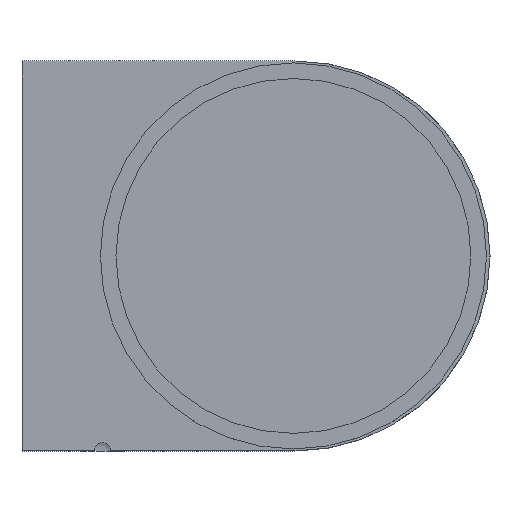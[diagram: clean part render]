
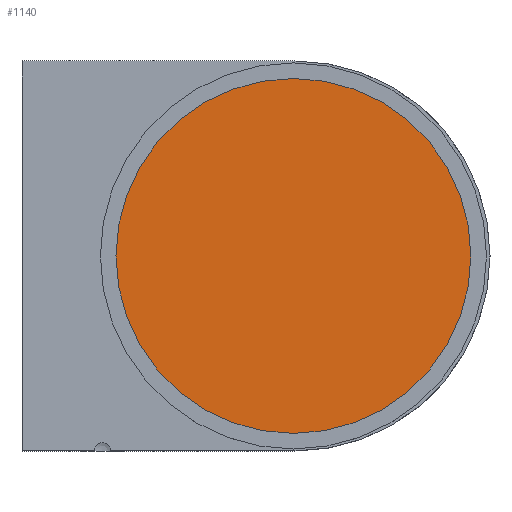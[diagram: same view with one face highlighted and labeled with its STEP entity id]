
A CAD part, top view. The second image highlights one B-rep face of the part: STEP entity #1140.
In plain terms, the highlighted planar face has unit normal (0, 0, 1).
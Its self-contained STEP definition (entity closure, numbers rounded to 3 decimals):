
#1074 = CYLINDRICAL_SURFACE('',#1075,45.5);
#1075 = AXIS2_PLACEMENT_3D('',#1076,#1077,#1078);
#1076 = CARTESIAN_POINT('',(69.6,50.,11.5));
#1077 = DIRECTION('',(-0.,-0.,-1.));
#1078 = DIRECTION('',(1.,0.,0.));
#1090 = VERTEX_POINT('',#1091);
#1091 = CARTESIAN_POINT('',(115.1,50.,11.5));
#1112 = EDGE_CURVE('',#1090,#1090,#1113,.T.);
#1113 = SURFACE_CURVE('',#1114,(#1119,#1126),.PCURVE_S1.);
#1114 = CIRCLE('',#1115,45.5);
#1115 = AXIS2_PLACEMENT_3D('',#1116,#1117,#1118);
#1116 = CARTESIAN_POINT('',(69.6,50.,11.5));
#1117 = DIRECTION('',(0.,0.,1.));
#1118 = DIRECTION('',(1.,0.,0.));
#1119 = PCURVE('',#1074,#1120);
#1120 = DEFINITIONAL_REPRESENTATION('',(#1121),#1125);
#1121 = LINE('',#1122,#1123);
#1122 = CARTESIAN_POINT('',(-0.,0.));
#1123 = VECTOR('',#1124,1.);
#1124 = DIRECTION('',(-1.,0.));
#1125 = ( GEOMETRIC_REPRESENTATION_CONTEXT(2) 
PARAMETRIC_REPRESENTATION_CONTEXT() REPRESENTATION_CONTEXT('2D SPACE',''
  ) );
#1126 = PCURVE('',#1127,#1132);
#1127 = PLANE('',#1128);
#1128 = AXIS2_PLACEMENT_3D('',#1129,#1130,#1131);
#1129 = CARTESIAN_POINT('',(50.59,50.,11.5));
#1130 = DIRECTION('',(0.,0.,1.));
#1131 = DIRECTION('',(1.,0.,-0.));
#1132 = DEFINITIONAL_REPRESENTATION('',(#1133),#1137);
#1133 = CIRCLE('',#1134,45.5);
#1134 = AXIS2_PLACEMENT_2D('',#1135,#1136);
#1135 = CARTESIAN_POINT('',(19.01,0.));
#1136 = DIRECTION('',(1.,0.));
#1137 = ( GEOMETRIC_REPRESENTATION_CONTEXT(2) 
PARAMETRIC_REPRESENTATION_CONTEXT() REPRESENTATION_CONTEXT('2D SPACE',''
  ) );
#1140 = ADVANCED_FACE('',(#1141),#1127,.T.);
#1141 = FACE_BOUND('',#1142,.T.);
#1142 = EDGE_LOOP('',(#1143));
#1143 = ORIENTED_EDGE('',*,*,#1112,.T.);
